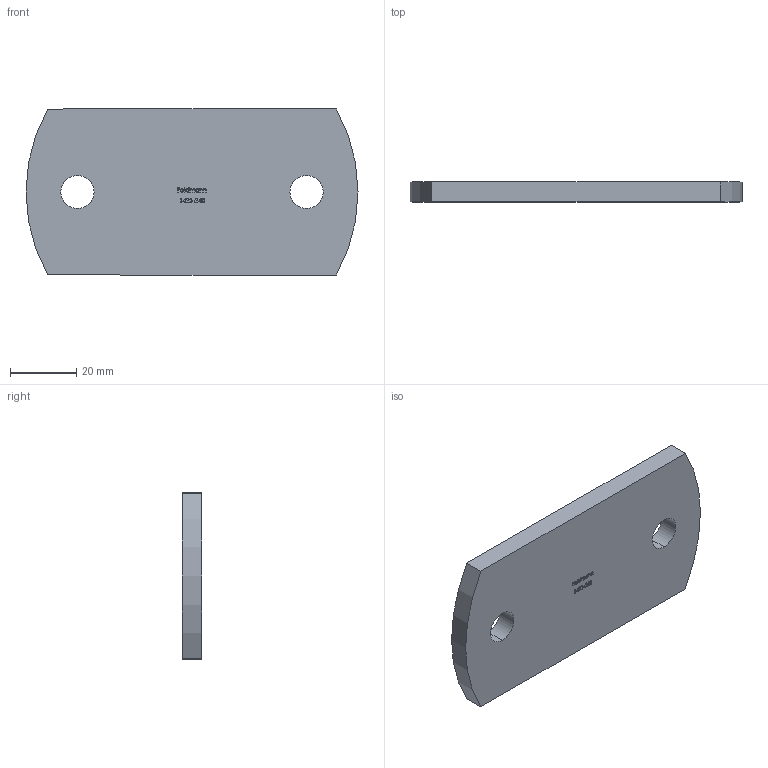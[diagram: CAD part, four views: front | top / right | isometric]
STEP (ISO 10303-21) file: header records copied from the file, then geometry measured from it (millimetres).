
FILE_DESCRIPTION (( 'STEP AP203' ), '1' );
FILE_NAME ('1421-240.step', '2020-10-22T11:43:07', ( '' ), ( '' ), 'SwSTEP 2.0', 'SolidWorks 2018', '' );
FILE_SCHEMA (( 'CONFIG_CONTROL_DESIGN' ));
Length unit declared in the file: millimetre
Products named in the file (2): 1421-240
Bounding box: 100 x 6 x 50 mm (x, y, z)
Volume: 27791.8 mm3; surface area: 11320.3 mm2
Topology: 1 solids, 1 shells, 209 faces, 555 edges, 370 vertices
Faces by surface type: plane 134, bspline 69, cylinder 6
Entity records: 10294 total; most frequent: CARTESIAN_POINT 5389, ORIENTED_EDGE 1110, DIRECTION 713, EDGE_CURVE 555, LINE 405, VECTOR 405, VERTEX_POINT 370, EDGE_LOOP 235
